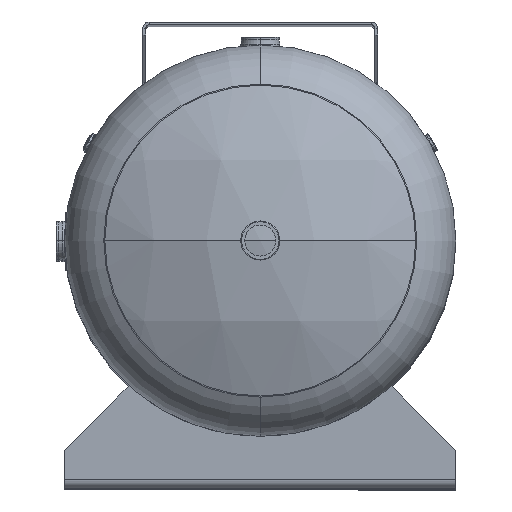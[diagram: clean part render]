
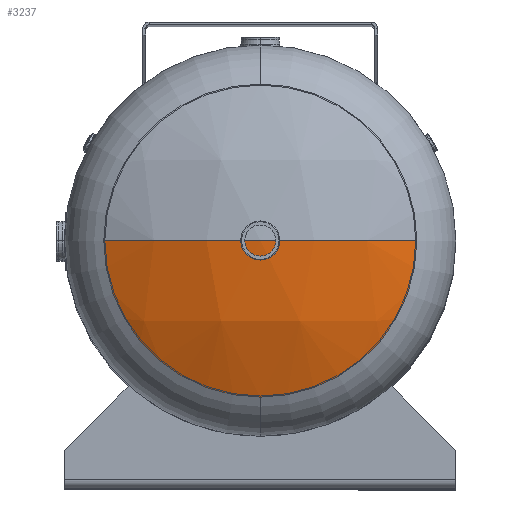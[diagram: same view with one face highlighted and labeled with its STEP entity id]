
A CAD part, top view. The second image highlights one B-rep face of the part: STEP entity #3237.
In plain terms, the highlighted spherical face has radius 685.8 mm.
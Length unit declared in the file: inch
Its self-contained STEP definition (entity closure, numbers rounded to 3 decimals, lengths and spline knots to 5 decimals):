
#496 = EDGE_CURVE ( 'NONE', #3071, #14241, #5290, .T. ) ;
#510 = DIRECTION ( 'NONE',  ( 1., 0., 0. ) ) ;
#1107 = CARTESIAN_POINT ( 'NONE',  ( 0., -17.93746, 0. ) ) ;
#3071 = VERTEX_POINT ( 'NONE', #7850 ) ;
#3237 = ADVANCED_FACE ( 'NONE', ( #5898 ), #7430, .T. ) ;
#3328 = ORIENTED_EDGE ( 'NONE', *, *, #12704, .T. ) ;
#4239 = EDGE_CURVE ( 'NONE', #4805, #14479, #8432, .T. ) ;
#4447 = ORIENTED_EDGE ( 'NONE', *, *, #8951, .F. ) ;
#4469 = DIRECTION ( 'NONE',  ( 0., 0., 1. ) ) ;
#4654 = ORIENTED_EDGE ( 'NONE', *, *, #496, .F. ) ;
#4712 = EDGE_LOOP ( 'NONE', ( #4654, #3328, #9204, #4447 ) ) ;
#4805 = VERTEX_POINT ( 'NONE', #9028 ) ;
#5134 = CARTESIAN_POINT ( 'NONE',  ( 0., -17.93746, 0. ) ) ;
#5290 = CIRCLE ( 'NONE', #12404, 27. ) ;
#5471 = DIRECTION ( 'NONE',  ( 1., 0., 0. ) ) ;
#5898 = FACE_OUTER_BOUND ( 'NONE', #4712, .T. ) ;
#6126 = CARTESIAN_POINT ( 'NONE',  ( 12., 6.24932, 0. ) ) ;
#6583 = DIRECTION ( 'NONE',  ( 0., 0., 1. ) ) ;
#6797 = AXIS2_PLACEMENT_3D ( 'NONE', #13587, #4469, #5471 ) ;
#6815 = DIRECTION ( 'NONE',  ( 0., 0., -1. ) ) ;
#7048 = DIRECTION ( 'NONE',  ( 0., 0., -1. ) ) ;
#7430 = SPHERICAL_SURFACE ( 'NONE', #13085, 27. ) ;
#7589 = DIRECTION ( 'NONE',  ( 0., 0., -1. ) ) ;
#7850 = CARTESIAN_POINT ( 'NONE',  ( 0., 9.06254, 0. ) ) ;
#8047 = CARTESIAN_POINT ( 'NONE',  ( -12., 6.24932, 0. ) ) ;
#8432 = CIRCLE ( 'NONE', #15067, 12. ) ;
#8951 = EDGE_CURVE ( 'NONE', #14241, #4805, #11144, .T. ) ;
#9028 = CARTESIAN_POINT ( 'NONE',  ( 0., 6.24932, 12. ) ) ;
#9204 = ORIENTED_EDGE ( 'NONE', *, *, #4239, .F. ) ;
#10155 = AXIS2_PLACEMENT_3D ( 'NONE', #10645, #14020, #7048 ) ;
#10645 = CARTESIAN_POINT ( 'NONE',  ( 0., 6.24932, 0. ) ) ;
#10852 = DIRECTION ( 'NONE',  ( -1., 0., 0. ) ) ;
#11144 = CIRCLE ( 'NONE', #10155, 12. ) ;
#11452 = CIRCLE ( 'NONE', #6797, 27. ) ;
#12191 = CARTESIAN_POINT ( 'NONE',  ( 0., 6.24932, 0. ) ) ;
#12404 = AXIS2_PLACEMENT_3D ( 'NONE', #1107, #6815, #10852 ) ;
#12704 = EDGE_CURVE ( 'NONE', #3071, #14479, #11452, .T. ) ;
#13085 = AXIS2_PLACEMENT_3D ( 'NONE', #5134, #6583, #510 ) ;
#13587 = CARTESIAN_POINT ( 'NONE',  ( 0., -17.93746, 0. ) ) ;
#13632 = DIRECTION ( 'NONE',  ( 0., -1., 0. ) ) ;
#14020 = DIRECTION ( 'NONE',  ( 0., -1., 0. ) ) ;
#14241 = VERTEX_POINT ( 'NONE', #6126 ) ;
#14479 = VERTEX_POINT ( 'NONE', #8047 ) ;
#15067 = AXIS2_PLACEMENT_3D ( 'NONE', #12191, #13632, #7589 ) ;
